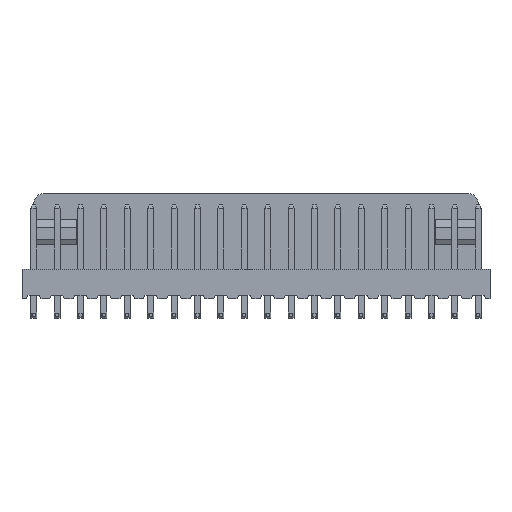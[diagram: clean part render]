
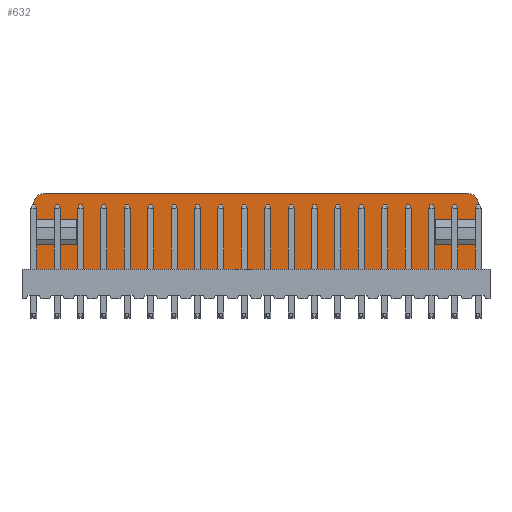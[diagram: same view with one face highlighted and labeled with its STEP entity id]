
A CAD part, top view. The second image highlights one B-rep face of the part: STEP entity #632.
In plain terms, the highlighted planar face has unit normal (0, 0, 1).
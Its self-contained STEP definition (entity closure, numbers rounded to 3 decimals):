
#632 = ADVANCED_FACE ( 'NONE', ( #8195 ), #7733, .T. ) ;
#2642 = ORIENTED_EDGE ( 'NONE', *, *, #5276, .F. ) ;
#2643 = ORIENTED_EDGE ( 'NONE', *, *, #5277, .T. ) ;
#2644 = ORIENTED_EDGE ( 'NONE', *, *, #5278, .F. ) ;
#2645 = ORIENTED_EDGE ( 'NONE', *, *, #5257, .T. ) ;
#2646 = ORIENTED_EDGE ( 'NONE', *, *, #5279, .F. ) ;
#2647 = ORIENTED_EDGE ( 'NONE', *, *, #5252, .F. ) ;
#2648 = ORIENTED_EDGE ( 'NONE', *, *, #5280, .F. ) ;
#2649 = ORIENTED_EDGE ( 'NONE', *, *, #5281, .T. ) ;
#2650 = ORIENTED_EDGE ( 'NONE', *, *, #5282, .F. ) ;
#2651 = ORIENTED_EDGE ( 'NONE', *, *, #5267, .F. ) ;
#2652 = ORIENTED_EDGE ( 'NONE', *, *, #5283, .T. ) ;
#2653 = ORIENTED_EDGE ( 'NONE', *, *, #5275, .T. ) ;
#2654 = ORIENTED_EDGE ( 'NONE', *, *, #5284, .F. ) ;
#2655 = ORIENTED_EDGE ( 'NONE', *, *, #5285, .T. ) ;
#5252 = EDGE_CURVE ( 'NONE', #12695, #12631, #9179, .T. ) ;
#5257 = EDGE_CURVE ( 'NONE', #12901, #12844, #9191, .T. ) ;
#5267 = EDGE_CURVE ( 'NONE', #12799, #12936, #9207, .T. ) ;
#5275 = EDGE_CURVE ( 'NONE', #12718, #12772, #9227, .T. ) ;
#5276 = EDGE_CURVE ( 'NONE', #12727, #13047, #9229, .T. ) ;
#5277 = EDGE_CURVE ( 'NONE', #12727, #12980, #9223, .T. ) ;
#5278 = EDGE_CURVE ( 'NONE', #12901, #12980, #9233, .T. ) ;
#5279 = EDGE_CURVE ( 'NONE', #12631, #12844, #9234, .T. ) ;
#5280 = EDGE_CURVE ( 'NONE', #12689, #12695, #9236, .T. ) ;
#5281 = EDGE_CURVE ( 'NONE', #12689, #12895, #9238, .T. ) ;
#5282 = EDGE_CURVE ( 'NONE', #12936, #12895, #9240, .T. ) ;
#5283 = EDGE_CURVE ( 'NONE', #12799, #12718, #9242, .T. ) ;
#5284 = EDGE_CURVE ( 'NONE', #12847, #12772, #9244, .T. ) ;
#5285 = EDGE_CURVE ( 'NONE', #12847, #13047, #9246, .T. ) ;
#7733 = PLANE ( 'NONE',  #9300 ) ;
#7734 = CARTESIAN_POINT ( 'NONE',  ( -14.157, 53.751, -4.64 ) ) ;
#7739 = DIRECTION ( 'NONE',  ( 0., 0., 1. ) ) ;
#7740 = DIRECTION ( 'NONE',  ( 1., 0., 0. ) ) ;
#8195 = FACE_OUTER_BOUND ( 'NONE', #12903, .T. ) ;
#9179 = LINE ( 'NONE', #10727, #9184 ) ;
#9184 = VECTOR ( 'NONE', #10733, 1000. ) ;
#9191 = LINE ( 'NONE', #10742, #9194 ) ;
#9194 = VECTOR ( 'NONE', #10744, 1000. ) ;
#9207 = LINE ( 'NONE', #10755, #9214 ) ;
#9214 = VECTOR ( 'NONE', #10763, 1000. ) ;
#9223 = CIRCLE ( 'NONE', #9393, 1. ) ;
#9227 = LINE ( 'NONE', #10777, #9230 ) ;
#9229 = LINE ( 'NONE', #10779, #9232 ) ;
#9230 = VECTOR ( 'NONE', #10778, 1000. ) ;
#9232 = VECTOR ( 'NONE', #10781, 1000. ) ;
#9233 = LINE ( 'NONE', #10780, #9235 ) ;
#9234 = LINE ( 'NONE', #10787, #9237 ) ;
#9235 = VECTOR ( 'NONE', #10772, 1000. ) ;
#9236 = LINE ( 'NONE', #10789, #9239 ) ;
#9237 = VECTOR ( 'NONE', #10788, 1000. ) ;
#9238 = LINE ( 'NONE', #10791, #9241 ) ;
#9239 = VECTOR ( 'NONE', #10790, 1000. ) ;
#9240 = LINE ( 'NONE', #10793, #9243 ) ;
#9241 = VECTOR ( 'NONE', #10792, 1000. ) ;
#9242 = LINE ( 'NONE', #10795, #9245 ) ;
#9243 = VECTOR ( 'NONE', #10794, 1000. ) ;
#9244 = LINE ( 'NONE', #10797, #9247 ) ;
#9245 = VECTOR ( 'NONE', #10796, 1000. ) ;
#9246 = CIRCLE ( 'NONE', #9394, 1. ) ;
#9247 = VECTOR ( 'NONE', #10798, 1000. ) ;
#9300 = AXIS2_PLACEMENT_3D ( 'NONE', #7734, #7739, #7740 ) ;
#9393 = AXIS2_PLACEMENT_3D ( 'NONE', #10784, #10785, #10786 ) ;
#9394 = AXIS2_PLACEMENT_3D ( 'NONE', #10799, #10800, #10801 ) ;
#10727 = CARTESIAN_POINT ( 'NONE',  ( -14.157, 48.254, -4.64 ) ) ;
#10733 = DIRECTION ( 'NONE',  ( 1., 0., 0. ) ) ;
#10742 = CARTESIAN_POINT ( 'NONE',  ( -14.157, 50.926, -4.64 ) ) ;
#10744 = DIRECTION ( 'NONE',  ( 1., 0., 0. ) ) ;
#10755 = CARTESIAN_POINT ( 'NONE',  ( -14.157, 48.254, -4.64 ) ) ;
#10763 = DIRECTION ( 'NONE',  ( 1., 0., 0. ) ) ;
#10772 = DIRECTION ( 'NONE',  ( 0., 1., 0. ) ) ;
#10777 = CARTESIAN_POINT ( 'NONE',  ( -14.157, 50.926, -4.64 ) ) ;
#10778 = DIRECTION ( 'NONE',  ( 1., 0., 0. ) ) ;
#10779 = CARTESIAN_POINT ( 'NONE',  ( -14.157, 53.751, -4.64 ) ) ;
#10780 = CARTESIAN_POINT ( 'NONE',  ( -12.857, 53.751, -4.64 ) ) ;
#10781 = DIRECTION ( 'NONE',  ( 1., 0., 0. ) ) ;
#10784 = CARTESIAN_POINT ( 'NONE',  ( -11.857, 52.751, -4.64 ) ) ;
#10785 = DIRECTION ( 'NONE',  ( 0., 0., 1. ) ) ;
#10786 = DIRECTION ( 'NONE',  ( 1., 0., 0. ) ) ;
#10787 = CARTESIAN_POINT ( 'NONE',  ( -8.257, 6.542, -4.64 ) ) ;
#10788 = DIRECTION ( 'NONE',  ( 0., 1., 0. ) ) ;
#10789 = CARTESIAN_POINT ( 'NONE',  ( -12.857, 48.254, -4.64 ) ) ;
#10790 = DIRECTION ( 'NONE',  ( 0., 1., 0. ) ) ;
#10791 = CARTESIAN_POINT ( 'NONE',  ( -14.157, 45.547, -4.64 ) ) ;
#10792 = DIRECTION ( 'NONE',  ( 1., 0., 0. ) ) ;
#10793 = CARTESIAN_POINT ( 'NONE',  ( 35.343, 48.254, -4.64 ) ) ;
#10794 = DIRECTION ( 'NONE',  ( 0., -1., 0. ) ) ;
#10795 = CARTESIAN_POINT ( 'NONE',  ( 30.743, 6.542, -4.64 ) ) ;
#10796 = DIRECTION ( 'NONE',  ( 0., 1., 0. ) ) ;
#10797 = CARTESIAN_POINT ( 'NONE',  ( 35.343, 53.751, -4.64 ) ) ;
#10798 = DIRECTION ( 'NONE',  ( 0., -1., 0. ) ) ;
#10799 = CARTESIAN_POINT ( 'NONE',  ( 34.343, 52.751, -4.64 ) ) ;
#10800 = DIRECTION ( 'NONE',  ( 0., 0., 1. ) ) ;
#10801 = DIRECTION ( 'NONE',  ( 1., 0., 0. ) ) ;
#11238 = CARTESIAN_POINT ( 'NONE',  ( -8.257, 48.254, -4.64 ) ) ;
#11270 = CARTESIAN_POINT ( 'NONE',  ( -12.857, 45.547, -4.64 ) ) ;
#11273 = CARTESIAN_POINT ( 'NONE',  ( -12.857, 48.254, -4.64 ) ) ;
#11283 = CARTESIAN_POINT ( 'NONE',  ( 30.743, 50.926, -4.64 ) ) ;
#11287 = CARTESIAN_POINT ( 'NONE',  ( -11.857, 53.751, -4.64 ) ) ;
#11307 = CARTESIAN_POINT ( 'NONE',  ( 35.343, 50.926, -4.64 ) ) ;
#11320 = CARTESIAN_POINT ( 'NONE',  ( 30.743, 48.254, -4.64 ) ) ;
#11344 = CARTESIAN_POINT ( 'NONE',  ( -8.257, 50.926, -4.64 ) ) ;
#11346 = CARTESIAN_POINT ( 'NONE',  ( 35.343, 52.751, -4.64 ) ) ;
#11373 = CARTESIAN_POINT ( 'NONE',  ( 35.343, 45.547, -4.64 ) ) ;
#11376 = CARTESIAN_POINT ( 'NONE',  ( -12.857, 50.926, -4.64 ) ) ;
#11395 = CARTESIAN_POINT ( 'NONE',  ( 35.343, 48.254, -4.64 ) ) ;
#11410 = CARTESIAN_POINT ( 'NONE',  ( -12.857, 52.751, -4.64 ) ) ;
#12631 = VERTEX_POINT ( 'NONE', #11238 ) ;
#12665 = CARTESIAN_POINT ( 'NONE',  ( 34.343, 53.751, -4.64 ) ) ;
#12689 = VERTEX_POINT ( 'NONE', #11270 ) ;
#12695 = VERTEX_POINT ( 'NONE', #11273 ) ;
#12718 = VERTEX_POINT ( 'NONE', #11283 ) ;
#12727 = VERTEX_POINT ( 'NONE', #11287 ) ;
#12772 = VERTEX_POINT ( 'NONE', #11307 ) ;
#12799 = VERTEX_POINT ( 'NONE', #11320 ) ;
#12844 = VERTEX_POINT ( 'NONE', #11344 ) ;
#12847 = VERTEX_POINT ( 'NONE', #11346 ) ;
#12895 = VERTEX_POINT ( 'NONE', #11373 ) ;
#12901 = VERTEX_POINT ( 'NONE', #11376 ) ;
#12903 = EDGE_LOOP ( 'NONE', ( #2642, #2643, #2644, #2645, #2646, #2647, #2648, #2649, #2650, #2651, #2652, #2653, #2654, #2655 ) ) ;
#12936 = VERTEX_POINT ( 'NONE', #11395 ) ;
#12980 = VERTEX_POINT ( 'NONE', #11410 ) ;
#13047 = VERTEX_POINT ( 'NONE', #12665 ) ;
